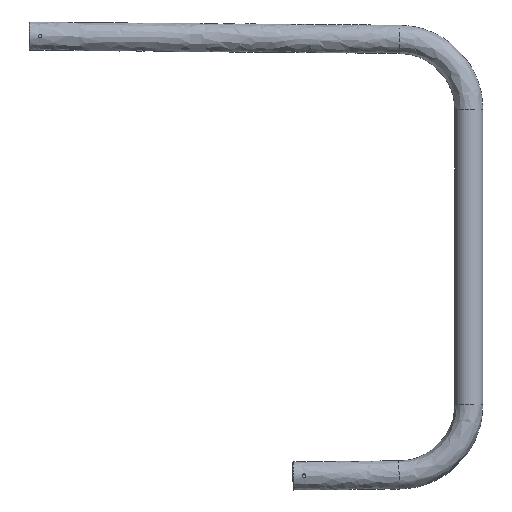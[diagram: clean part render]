
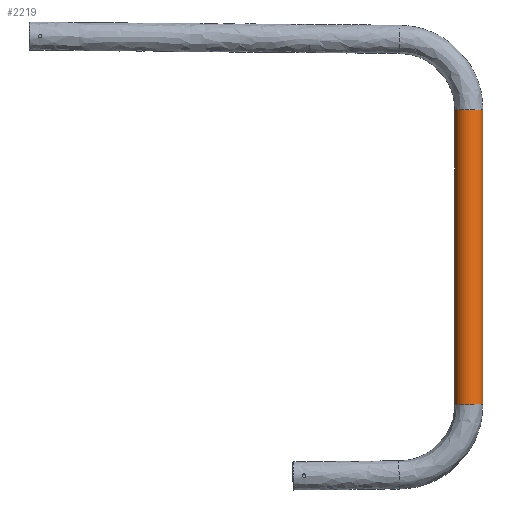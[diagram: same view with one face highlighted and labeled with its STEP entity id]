
A CAD part, top view. The second image highlights one B-rep face of the part: STEP entity #2219.
In plain terms, the highlighted free-form (B-spline) face has degree [3, 1] with [7, 2] control points.
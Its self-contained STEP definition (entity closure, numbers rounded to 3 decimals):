
#58 = EDGE_LOOP ( 'NONE', ( #1852 ) ) ;
#71 = CIRCLE ( 'NONE', #1075, 24.15 ) ;
#127 = CARTESIAN_POINT ( 'NONE',  ( 701.702, -628.846, -24.15 ) ) ;
#146 = DIRECTION ( 'NONE',  ( 0.009, -1., 0. ) ) ;
#150 =( BOUNDED_SURFACE ( )  B_SPLINE_SURFACE ( 3, 1, ( 
 ( #258, #1537 ),
 ( #470, #1707 ),
 ( #662, #1879 ),
 ( #841, #2061 ),
 ( #1016, #2237 ),
 ( #1192, #127 ),
 ( #1369, #305 ) ),
 .UNSPECIFIED., .T., .F., .F. ) 
 B_SPLINE_SURFACE_WITH_KNOTS ( ( 4, 3, 4 ),
 ( 2, 2 ),
 ( 0., 0.5, 1. ),
 ( 0., 1. ),
 .UNSPECIFIED. ) 
 GEOMETRIC_REPRESENTATION_ITEM ( )  RATIONAL_B_SPLINE_SURFACE ( (
 ( 1., 1.),
 ( 0.333, 0.333),
 ( 0.333, 0.333),
 ( 1., 1.),
 ( 0.333, 0.333),
 ( 0.333, 0.333),
 ( 1., 1.) ) ) 
 REPRESENTATION_ITEM ( '' )  SURFACE ( )  );
#258 = CARTESIAN_POINT ( 'NONE',  ( 750., -125.502, -24.15 ) ) ;
#305 = CARTESIAN_POINT ( 'NONE',  ( 750., -628.425, -24.15 ) ) ;
#407 = FACE_OUTER_BOUND ( 'NONE', #58, .T. ) ;
#470 = CARTESIAN_POINT ( 'NONE',  ( 798.298, -125.081, -24.15 ) ) ;
#597 = VERTEX_POINT ( 'NONE', #1571 ) ;
#662 = CARTESIAN_POINT ( 'NONE',  ( 798.298, -125.081, 24.15 ) ) ;
#783 = DIRECTION ( 'NONE',  ( 0.009, -1., 0. ) ) ;
#827 = FACE_OUTER_BOUND ( 'NONE', #1932, .T. ) ;
#841 = CARTESIAN_POINT ( 'NONE',  ( 750., -125.502, 24.15 ) ) ;
#870 = CARTESIAN_POINT ( 'NONE',  ( 750., -628.425, -24.15 ) ) ;
#965 = AXIS2_PLACEMENT_3D ( 'NONE', #1822, #783, #1997 ) ;
#973 = EDGE_CURVE ( 'NONE', #2050, #2050, #71, .T. ) ;
#1016 = CARTESIAN_POINT ( 'NONE',  ( 701.702, -125.924, 24.15 ) ) ;
#1075 = AXIS2_PLACEMENT_3D ( 'NONE', #1212, #146, #1386 ) ;
#1192 = CARTESIAN_POINT ( 'NONE',  ( 701.702, -125.924, -24.15 ) ) ;
#1212 = CARTESIAN_POINT ( 'NONE',  ( 750., -628.425, 0. ) ) ;
#1369 = CARTESIAN_POINT ( 'NONE',  ( 750., -125.502, -24.15 ) ) ;
#1386 = DIRECTION ( 'NONE',  ( 0., 0., -1. ) ) ;
#1537 = CARTESIAN_POINT ( 'NONE',  ( 750., -628.425, -24.15 ) ) ;
#1559 = EDGE_CURVE ( 'NONE', #597, #597, #1632, .T. ) ;
#1571 = CARTESIAN_POINT ( 'NONE',  ( 750., -125.502, -24.15 ) ) ;
#1632 = CIRCLE ( 'NONE', #965, 24.15 ) ;
#1707 = CARTESIAN_POINT ( 'NONE',  ( 798.298, -628.003, -24.15 ) ) ;
#1822 = CARTESIAN_POINT ( 'NONE',  ( 750., -125.502, 0. ) ) ;
#1852 = ORIENTED_EDGE ( 'NONE', *, *, #1559, .T. ) ;
#1879 = CARTESIAN_POINT ( 'NONE',  ( 798.298, -628.003, 24.15 ) ) ;
#1932 = EDGE_LOOP ( 'NONE', ( #2031 ) ) ;
#1997 = DIRECTION ( 'NONE',  ( 0., 0., -1. ) ) ;
#2031 = ORIENTED_EDGE ( 'NONE', *, *, #973, .F. ) ;
#2050 = VERTEX_POINT ( 'NONE', #870 ) ;
#2061 = CARTESIAN_POINT ( 'NONE',  ( 750., -628.425, 24.15 ) ) ;
#2219 = ADVANCED_FACE ( 'NONE', ( #407, #827 ), #150, .T. ) ;
#2237 = CARTESIAN_POINT ( 'NONE',  ( 701.702, -628.846, 24.15 ) ) ;
